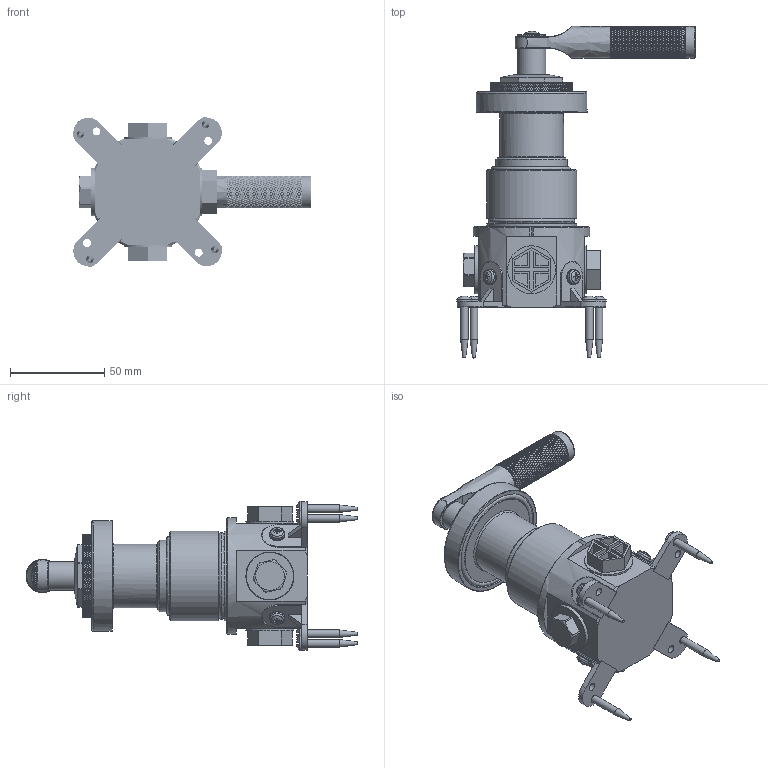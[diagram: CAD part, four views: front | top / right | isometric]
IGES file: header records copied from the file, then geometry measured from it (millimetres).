
Global section: file name: V768-TLK; native system: Autodesk Inventor 2018; preprocessor: unknown; author: adaniels; date: 20171003.144855; units: millimetre
Bounding box: 126.78 x 176.45 x 79.54 mm (x, y, z)
Volume: 249200.8 mm3; surface area: 124152.9 mm2
Topology: 48 solids, 48 shells, 10617 faces, 22917 edges, 12511 vertices
Faces by surface type: bspline 10617
